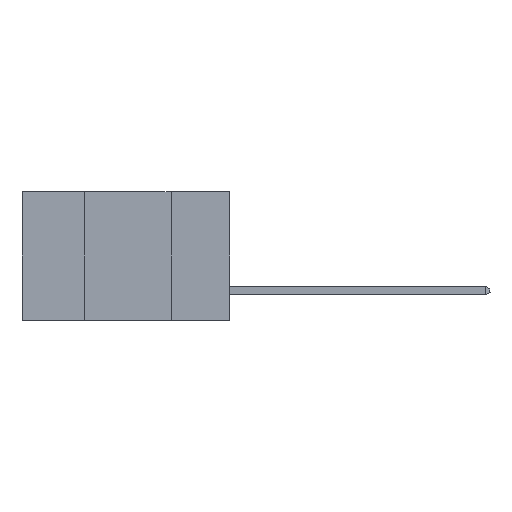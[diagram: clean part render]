
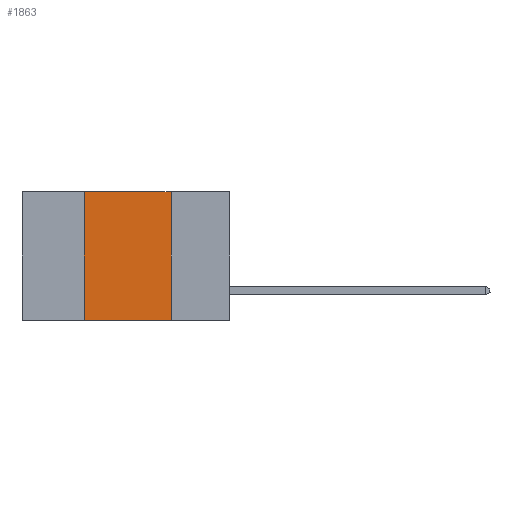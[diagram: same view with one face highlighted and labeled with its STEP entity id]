
A CAD part, left-side view. The second image highlights one B-rep face of the part: STEP entity #1863.
In plain terms, the highlighted planar face has unit normal (-1, 0, 0).
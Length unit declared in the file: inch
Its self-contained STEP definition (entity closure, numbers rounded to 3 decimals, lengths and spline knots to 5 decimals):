
#951 = CARTESIAN_POINT ( 'NONE',  ( 0., 0.17, 0. ) ) ;
#1040 = CARTESIAN_POINT ( 'NONE',  ( 0., 0.6, 0. ) ) ;
#1148 = VERTEX_POINT ( 'NONE', #1159 ) ;
#1159 = CARTESIAN_POINT ( 'NONE',  ( 0., 0.42, 0. ) ) ;
#1616 = VECTOR ( 'NONE', #21723, 39.37008 ) ;
#1756 = CARTESIAN_POINT ( 'NONE',  ( 0., 0.6, 0. ) ) ;
#1863 = ADVANCED_FACE ( 'NONE', ( #15580 ), #7318, .F. ) ;
#2507 = LINE ( 'NONE', #951, #21207 ) ;
#2537 = CARTESIAN_POINT ( 'NONE',  ( 0., 0.6, -0.37 ) ) ;
#2712 = CARTESIAN_POINT ( 'NONE',  ( 0., 0.17, -0.37 ) ) ;
#3204 = VECTOR ( 'NONE', #19665, 39.37008 ) ;
#5317 = LINE ( 'NONE', #2537, #1616 ) ;
#5635 = VECTOR ( 'NONE', #9753, 39.37008 ) ;
#7049 = VERTEX_POINT ( 'NONE', #16061 ) ;
#7318 = PLANE ( 'NONE',  #18049 ) ;
#7888 = CARTESIAN_POINT ( 'NONE',  ( 0., 0.42, 0. ) ) ;
#8835 = LINE ( 'NONE', #7888, #5635 ) ;
#8915 = EDGE_CURVE ( 'NONE', #10257, #11100, #5317, .T. ) ;
#9753 = DIRECTION ( 'NONE',  ( 0., 0., 1. ) ) ;
#10257 = VERTEX_POINT ( 'NONE', #10620 ) ;
#10620 = CARTESIAN_POINT ( 'NONE',  ( 0., 0.42, -0.37 ) ) ;
#11100 = VERTEX_POINT ( 'NONE', #2712 ) ;
#12322 = DIRECTION ( 'NONE',  ( 0., 0., -1. ) ) ;
#15403 = DIRECTION ( 'NONE',  ( 1., 0., 0. ) ) ;
#15580 = FACE_OUTER_BOUND ( 'NONE', #21855, .T. ) ;
#16061 = CARTESIAN_POINT ( 'NONE',  ( 0., 0.17, 0. ) ) ;
#16302 = LINE ( 'NONE', #1040, #3204 ) ;
#16324 = DIRECTION ( 'NONE',  ( 0., 0., -1. ) ) ;
#16502 = EDGE_CURVE ( 'NONE', #1148, #7049, #16302, .T. ) ;
#18049 = AXIS2_PLACEMENT_3D ( 'NONE', #1756, #15403, #12322 ) ;
#18999 = EDGE_CURVE ( 'NONE', #7049, #11100, #2507, .T. ) ;
#19665 = DIRECTION ( 'NONE',  ( 0., -1., 0. ) ) ;
#19940 = ORIENTED_EDGE ( 'NONE', *, *, #18999, .F. ) ;
#20541 = EDGE_CURVE ( 'NONE', #10257, #1148, #8835, .T. ) ;
#21207 = VECTOR ( 'NONE', #16324, 39.37008 ) ;
#21421 = ORIENTED_EDGE ( 'NONE', *, *, #8915, .T. ) ;
#21499 = ORIENTED_EDGE ( 'NONE', *, *, #20541, .F. ) ;
#21669 = ORIENTED_EDGE ( 'NONE', *, *, #16502, .F. ) ;
#21723 = DIRECTION ( 'NONE',  ( 0., -1., 0. ) ) ;
#21855 = EDGE_LOOP ( 'NONE', ( #19940, #21669, #21499, #21421 ) ) ;
